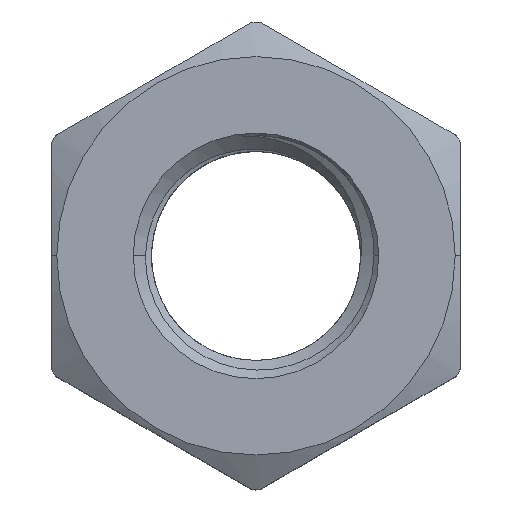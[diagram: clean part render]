
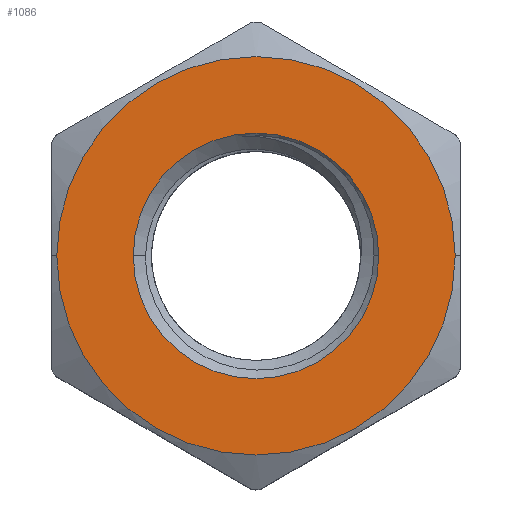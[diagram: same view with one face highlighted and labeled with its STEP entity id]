
A CAD part, top view. The second image highlights one B-rep face of the part: STEP entity #1086.
In plain terms, the highlighted planar face has unit normal (0, 0, 1).
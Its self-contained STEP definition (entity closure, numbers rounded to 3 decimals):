
#56 = AXIS2_PLACEMENT_3D ( 'NONE', #1882, #2644, #2401 ) ;
#138 = DIRECTION ( 'NONE',  ( 0., 0., 1. ) ) ;
#329 = EDGE_CURVE ( 'NONE', #1899, #427, #1010, .T. ) ;
#338 = CIRCLE ( 'NONE', #2939, 5.108 ) ;
#386 = CIRCLE ( 'NONE', #2650, 8.288 ) ;
#427 = VERTEX_POINT ( 'NONE', #521 ) ;
#450 = DIRECTION ( 'NONE',  ( 0., 0., 1. ) ) ;
#521 = CARTESIAN_POINT ( 'NONE',  ( -8.288, 0., 4. ) ) ;
#528 = PLANE ( 'NONE',  #554 ) ;
#554 = AXIS2_PLACEMENT_3D ( 'NONE', #1565, #2061, #2313 ) ;
#623 = CARTESIAN_POINT ( 'NONE',  ( 5.108, 0., 4. ) ) ;
#707 = FACE_OUTER_BOUND ( 'NONE', #2017, .T. ) ;
#743 = ORIENTED_EDGE ( 'NONE', *, *, #1593, .T. ) ;
#758 = CIRCLE ( 'NONE', #56, 5.108 ) ;
#985 = DIRECTION ( 'NONE',  ( 0., 0., 1. ) ) ;
#986 = ORIENTED_EDGE ( 'NONE', *, *, #329, .T. ) ;
#1010 = CIRCLE ( 'NONE', #2725, 8.288 ) ;
#1086 = ADVANCED_FACE ( 'NONE', ( #1241, #707 ), #528, .T. ) ;
#1159 = CARTESIAN_POINT ( 'NONE',  ( 0., 0., 4. ) ) ;
#1223 = DIRECTION ( 'NONE',  ( 1., 0., 0. ) ) ;
#1241 = FACE_BOUND ( 'NONE', #1366, .T. ) ;
#1286 = ORIENTED_EDGE ( 'NONE', *, *, #2055, .F. ) ;
#1366 = EDGE_LOOP ( 'NONE', ( #1552, #1286 ) ) ;
#1552 = ORIENTED_EDGE ( 'NONE', *, *, #3052, .F. ) ;
#1565 = CARTESIAN_POINT ( 'NONE',  ( 0., 0., 4. ) ) ;
#1593 = EDGE_CURVE ( 'NONE', #427, #1899, #386, .T. ) ;
#1600 = VERTEX_POINT ( 'NONE', #1931 ) ;
#1696 = DIRECTION ( 'NONE',  ( 1., 0., 0. ) ) ;
#1882 = CARTESIAN_POINT ( 'NONE',  ( 0., 0., 4. ) ) ;
#1899 = VERTEX_POINT ( 'NONE', #2565 ) ;
#1931 = CARTESIAN_POINT ( 'NONE',  ( -5.108, 0., 4. ) ) ;
#2017 = EDGE_LOOP ( 'NONE', ( #986, #743 ) ) ;
#2055 = EDGE_CURVE ( 'NONE', #1600, #3175, #338, .T. ) ;
#2061 = DIRECTION ( 'NONE',  ( 0., 0., 1. ) ) ;
#2313 = DIRECTION ( 'NONE',  ( 1., 0., 0. ) ) ;
#2401 = DIRECTION ( 'NONE',  ( 1., 0., 0. ) ) ;
#2565 = CARTESIAN_POINT ( 'NONE',  ( 8.288, 0., 4. ) ) ;
#2644 = DIRECTION ( 'NONE',  ( 0., 0., 1. ) ) ;
#2650 = AXIS2_PLACEMENT_3D ( 'NONE', #1159, #450, #1223 ) ;
#2725 = AXIS2_PLACEMENT_3D ( 'NONE', #3227, #985, #1696 ) ;
#2899 = CARTESIAN_POINT ( 'NONE',  ( 0., 0., 4. ) ) ;
#2939 = AXIS2_PLACEMENT_3D ( 'NONE', #2899, #138, #3150 ) ;
#3052 = EDGE_CURVE ( 'NONE', #3175, #1600, #758, .T. ) ;
#3150 = DIRECTION ( 'NONE',  ( 1., 0., 0. ) ) ;
#3175 = VERTEX_POINT ( 'NONE', #623 ) ;
#3227 = CARTESIAN_POINT ( 'NONE',  ( 0., 0., 4. ) ) ;
